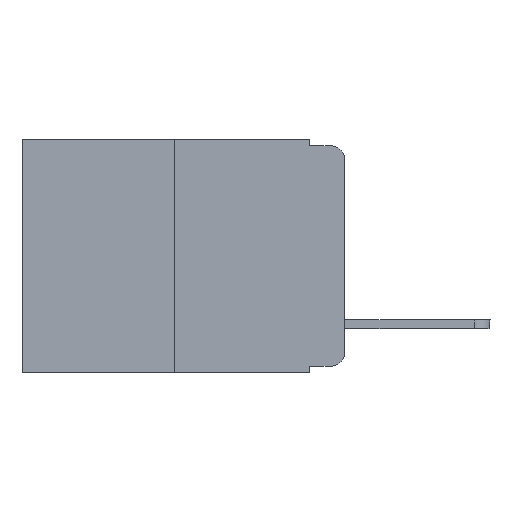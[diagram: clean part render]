
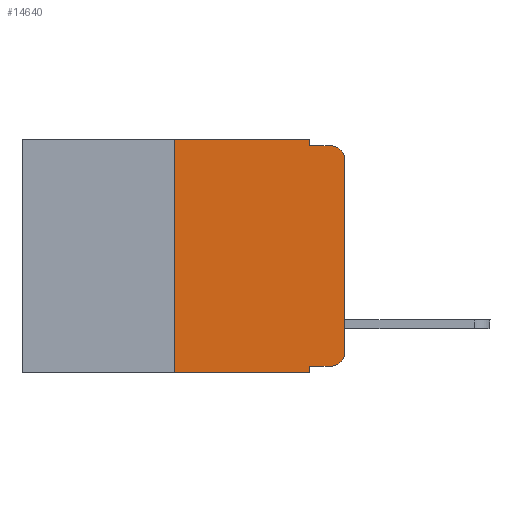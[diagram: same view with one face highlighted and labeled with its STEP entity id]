
A CAD part, left-side view. The second image highlights one B-rep face of the part: STEP entity #14640.
In plain terms, the highlighted planar face has unit normal (-1, 0, 0).
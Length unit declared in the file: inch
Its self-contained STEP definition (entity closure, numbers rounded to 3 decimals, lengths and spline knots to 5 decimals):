
#370 = ORIENTED_EDGE ( 'NONE', *, *, #6753, .F. ) ;
#429 = DIRECTION ( 'NONE',  ( 1., 0., 0. ) ) ;
#818 = AXIS2_PLACEMENT_3D ( 'NONE', #15663, #7485, #17032 ) ;
#878 = CARTESIAN_POINT ( 'NONE',  ( 0., 0.051, -0.01 ) ) ;
#903 = EDGE_CURVE ( 'NONE', #14581, #2476, #15398, .T. ) ;
#1183 = DIRECTION ( 'NONE',  ( 0., 0., 1. ) ) ;
#1629 = AXIS2_PLACEMENT_3D ( 'NONE', #11864, #10312, #11794 ) ;
#1685 = EDGE_CURVE ( 'NONE', #5441, #15240, #13434, .T. ) ;
#2272 = CARTESIAN_POINT ( 'NONE',  ( 0., 0.051, -0.333 ) ) ;
#2427 = EDGE_CURVE ( 'NONE', #10339, #13886, #15334, .T. ) ;
#2476 = VERTEX_POINT ( 'NONE', #6294 ) ;
#2723 = ORIENTED_EDGE ( 'NONE', *, *, #9234, .T. ) ;
#2794 = AXIS2_PLACEMENT_3D ( 'NONE', #9945, #429, #15393 ) ;
#2943 = EDGE_CURVE ( 'NONE', #13886, #9304, #5317, .T. ) ;
#3260 = LINE ( 'NONE', #16552, #10032 ) ;
#3449 = VECTOR ( 'NONE', #9240, 39.37008 ) ;
#3579 = VECTOR ( 'NONE', #8297, 39.37008 ) ;
#3839 = CARTESIAN_POINT ( 'NONE',  ( 0., 0., -0.03 ) ) ;
#4389 = VECTOR ( 'NONE', #12106, 39.37008 ) ;
#4446 = PLANE ( 'NONE',  #2794 ) ;
#5317 = LINE ( 'NONE', #7784, #11889 ) ;
#5441 = VERTEX_POINT ( 'NONE', #7740 ) ;
#5585 = ORIENTED_EDGE ( 'NONE', *, *, #1685, .T. ) ;
#5757 = CARTESIAN_POINT ( 'NONE',  ( 0., 0.25, 0. ) ) ;
#5999 = CARTESIAN_POINT ( 'NONE',  ( 0., 0.051, -0.343 ) ) ;
#6294 = CARTESIAN_POINT ( 'NONE',  ( 0., 0.02, -0.01 ) ) ;
#6595 = CARTESIAN_POINT ( 'NONE',  ( 0., 0.051, 0. ) ) ;
#6753 = EDGE_CURVE ( 'NONE', #9409, #15013, #9450, .T. ) ;
#6878 = CARTESIAN_POINT ( 'NONE',  ( 0., 0.473, 0. ) ) ;
#7103 = VECTOR ( 'NONE', #10738, 39.37008 ) ;
#7156 = EDGE_CURVE ( 'NONE', #15013, #14581, #11603, .T. ) ;
#7485 = DIRECTION ( 'NONE',  ( -1., 0., 0. ) ) ;
#7740 = CARTESIAN_POINT ( 'NONE',  ( 0., 0.25, -0.343 ) ) ;
#7784 = CARTESIAN_POINT ( 'NONE',  ( 0., 0., 0. ) ) ;
#8297 = DIRECTION ( 'NONE',  ( 0., -1., 0. ) ) ;
#8373 = ORIENTED_EDGE ( 'NONE', *, *, #9829, .F. ) ;
#8751 = VECTOR ( 'NONE', #15777, 39.37008 ) ;
#8953 = CARTESIAN_POINT ( 'NONE',  ( 0., 0.02, -0.333 ) ) ;
#9234 = EDGE_CURVE ( 'NONE', #9304, #2476, #11739, .T. ) ;
#9240 = DIRECTION ( 'NONE',  ( 0., -1., 0. ) ) ;
#9283 = ORIENTED_EDGE ( 'NONE', *, *, #16818, .T. ) ;
#9304 = VERTEX_POINT ( 'NONE', #3839 ) ;
#9359 = DIRECTION ( 'NONE',  ( 0., 0., 1. ) ) ;
#9409 = VERTEX_POINT ( 'NONE', #5757 ) ;
#9450 = LINE ( 'NONE', #6878, #3579 ) ;
#9829 = EDGE_CURVE ( 'NONE', #5441, #9409, #10574, .T. ) ;
#9945 = CARTESIAN_POINT ( 'NONE',  ( 0., 0.473, 0. ) ) ;
#10032 = VECTOR ( 'NONE', #13737, 39.37008 ) ;
#10312 = DIRECTION ( 'NONE',  ( -1., 0., 0. ) ) ;
#10339 = VERTEX_POINT ( 'NONE', #8953 ) ;
#10486 = CARTESIAN_POINT ( 'NONE',  ( 0., 0.25, 0. ) ) ;
#10574 = LINE ( 'NONE', #10486, #13351 ) ;
#10678 = CARTESIAN_POINT ( 'NONE',  ( 0., 0.473, -0.343 ) ) ;
#10730 = LINE ( 'NONE', #13543, #7103 ) ;
#10738 = DIRECTION ( 'NONE',  ( 0., -1., 0. ) ) ;
#11097 = ORIENTED_EDGE ( 'NONE', *, *, #2427, .T. ) ;
#11530 = ORIENTED_EDGE ( 'NONE', *, *, #903, .F. ) ;
#11603 = LINE ( 'NONE', #6595, #4389 ) ;
#11739 = CIRCLE ( 'NONE', #818, 0.02 ) ;
#11794 = DIRECTION ( 'NONE',  ( 0., 0., -1. ) ) ;
#11864 = CARTESIAN_POINT ( 'NONE',  ( 0., 0.02, -0.313 ) ) ;
#11889 = VECTOR ( 'NONE', #9359, 39.37008 ) ;
#11933 = CARTESIAN_POINT ( 'NONE',  ( 0., 0.051, -0.01 ) ) ;
#11944 = CARTESIAN_POINT ( 'NONE',  ( 0., 0.051, 0. ) ) ;
#12106 = DIRECTION ( 'NONE',  ( 0., 0., -1. ) ) ;
#12767 = EDGE_CURVE ( 'NONE', #15982, #15240, #3260, .T. ) ;
#13351 = VECTOR ( 'NONE', #1183, 39.37008 ) ;
#13434 = LINE ( 'NONE', #10678, #3449 ) ;
#13543 = CARTESIAN_POINT ( 'NONE',  ( 0., 0.051, -0.333 ) ) ;
#13737 = DIRECTION ( 'NONE',  ( 0., 0., -1. ) ) ;
#13886 = VERTEX_POINT ( 'NONE', #15607 ) ;
#14425 = ORIENTED_EDGE ( 'NONE', *, *, #2943, .T. ) ;
#14581 = VERTEX_POINT ( 'NONE', #11933 ) ;
#14640 = ADVANCED_FACE ( 'NONE', ( #16579 ), #4446, .F. ) ;
#15013 = VERTEX_POINT ( 'NONE', #11944 ) ;
#15240 = VERTEX_POINT ( 'NONE', #5999 ) ;
#15334 = CIRCLE ( 'NONE', #1629, 0.02 ) ;
#15347 = ORIENTED_EDGE ( 'NONE', *, *, #12767, .F. ) ;
#15393 = DIRECTION ( 'NONE',  ( 0., 0., -1. ) ) ;
#15398 = LINE ( 'NONE', #878, #8751 ) ;
#15607 = CARTESIAN_POINT ( 'NONE',  ( 0., 0., -0.313 ) ) ;
#15622 = EDGE_LOOP ( 'NONE', ( #14425, #2723, #11530, #16388, #370, #8373, #5585, #15347, #9283, #11097 ) ) ;
#15663 = CARTESIAN_POINT ( 'NONE',  ( 0., 0.02, -0.03 ) ) ;
#15777 = DIRECTION ( 'NONE',  ( 0., -1., 0. ) ) ;
#15982 = VERTEX_POINT ( 'NONE', #2272 ) ;
#16388 = ORIENTED_EDGE ( 'NONE', *, *, #7156, .F. ) ;
#16552 = CARTESIAN_POINT ( 'NONE',  ( 0., 0.051, 0. ) ) ;
#16579 = FACE_OUTER_BOUND ( 'NONE', #15622, .T. ) ;
#16818 = EDGE_CURVE ( 'NONE', #15982, #10339, #10730, .T. ) ;
#17032 = DIRECTION ( 'NONE',  ( 0., 0., -1. ) ) ;
